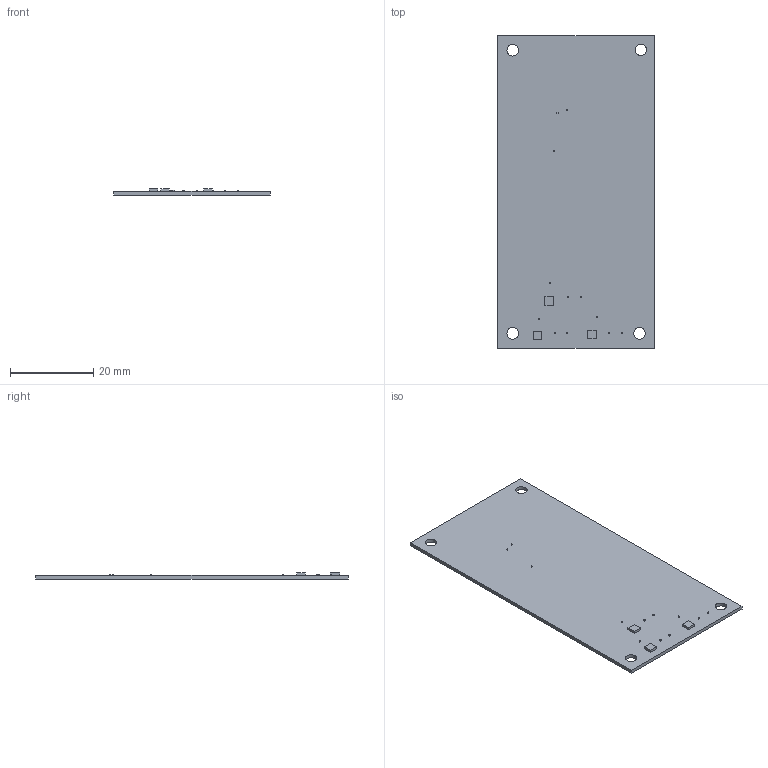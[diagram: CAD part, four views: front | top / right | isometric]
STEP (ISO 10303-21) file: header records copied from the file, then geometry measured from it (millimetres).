
FILE_DESCRIPTION(('Open CASCADE Model'),'2;1');
FILE_NAME('Open CASCADE Shape Model','2018-02-11T18:38:44',('Author'),( 'Open CASCADE'),'Open CASCADE STEP processor 6.8','Open CASCADE 6.8' ,'Unknown');
FILE_SCHEMA(('AUTOMOTIVE_DESIGN { 1 0 10303 214 1 1 1 1 }'));
Length unit declared in the file: millimetre
Products named in the file (1): PCB
Bounding box: 37.67 x 75.03 x 1.46 mm (x, y, z)
Volume: 2430.5 mm3; surface area: 5874.4 mm2
Topology: 16 solids, 16 shells, 100 faces, 204 edges, 136 vertices
Faces by surface type: plane 96, cylinder 4
Full cylindrical faces by diameter (mm): 2.75 x4
Entity records: 2687 total; most frequent: CARTESIAN_POINT 441, DIRECTION 414, ORIENTED_EDGE 408, EDGE_CURVE 204, LINE 196, VECTOR 196, VERTEX_POINT 136, AXIS2_PLACEMENT_3D 109
